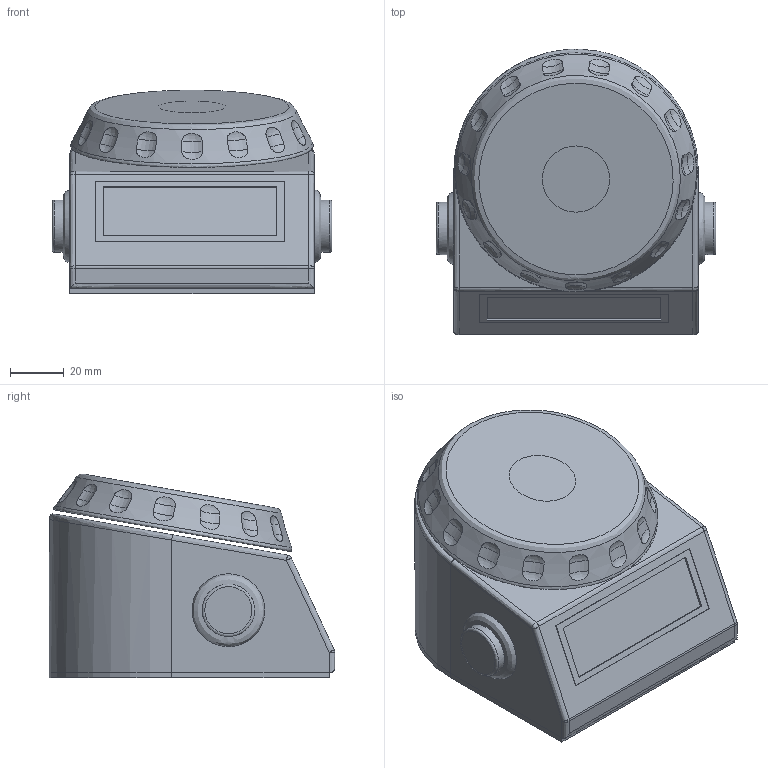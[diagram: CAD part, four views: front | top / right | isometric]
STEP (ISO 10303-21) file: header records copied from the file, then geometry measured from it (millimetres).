
FILE_DESCRIPTION(/* description */ (''),/* implementation_level */ '2;1');
FILE_NAME(/* name */ 'assembly hub.stp',/* time_stamp */ '2025-05-15T17:54:57+02:00',/* author */ (''),/* organization */ (''),/* preprocessor_version */ 'ST-DEVELOPER v20',/* originating_system */ 'SIEMENS PLM Software NX2406.4001',/* authorisation */ '');
FILE_SCHEMA (('AUTOMOTIVE_DESIGN { 1 0 10303 214 3 1 1 1 }'));
Length unit declared in the file: millimetre
Products named in the file (3): hub; draaiknop; assembly hub
Assembly tree (2 placements, depth 2):
  assembly hub
    draaiknop
    hub
Bounding box: 104 x 106.17 x 75.8 mm (x, y, z)
Volume: 191202.9 mm3; surface area: 90169 mm2
Topology: 7 solids, 7 shells, 132 faces, 288 edges, 186 vertices
Faces by surface type: plane 55, bspline 50, cylinder 26, cone 1
Full cylindrical faces by diameter (mm): 6.4 x1, 7 x1, 19.5 x2, 24 x2, 25 x2
Entity records: 7010 total; most frequent: CARTESIAN_POINT 4459, ORIENTED_EDGE 530, DIRECTION 373, EDGE_CURVE 265, VERTEX_POINT 179, EDGE_LOOP 174, AXIS2_PLACEMENT_3D 133, ADVANCED_FACE 132
